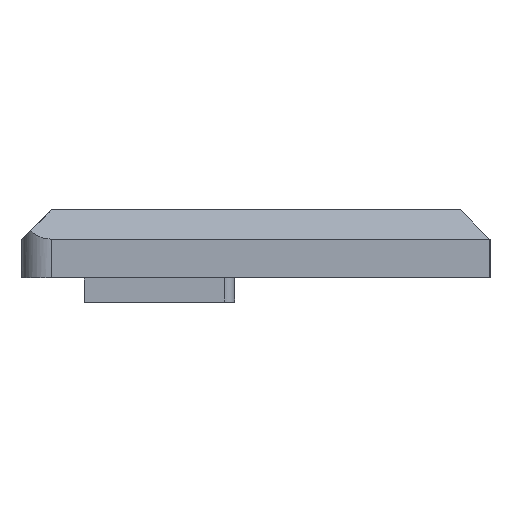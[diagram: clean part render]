
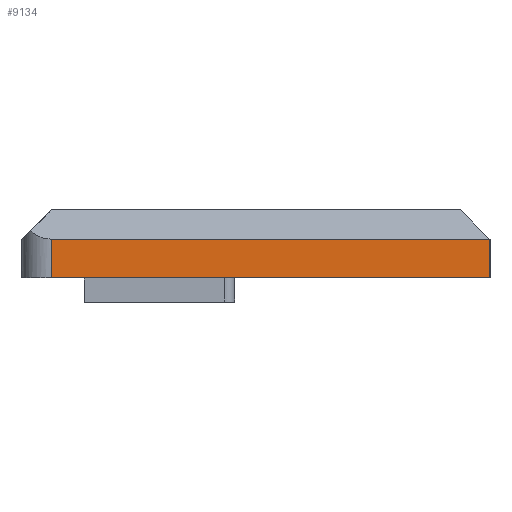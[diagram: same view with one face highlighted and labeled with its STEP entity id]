
A CAD part, left-side view. The second image highlights one B-rep face of the part: STEP entity #9134.
In plain terms, the highlighted planar face has unit normal (-1, 0, 0).
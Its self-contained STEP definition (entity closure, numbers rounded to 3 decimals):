
#33 = ORIENTED_EDGE ( 'NONE', *, *, #2503, .T. ) ;
#322 = LINE ( 'NONE', #1096, #6093 ) ;
#499 = CARTESIAN_POINT ( 'NONE',  ( -124.083, 29.9, 4. ) ) ;
#778 = DIRECTION ( 'NONE',  ( 0., 1., 0. ) ) ;
#1096 = CARTESIAN_POINT ( 'NONE',  ( -124.083, -15.395, 7. ) ) ;
#1239 = CARTESIAN_POINT ( 'NONE',  ( -124.083, -15.395, 0. ) ) ;
#1240 = ORIENTED_EDGE ( 'NONE', *, *, #3333, .T. ) ;
#1288 = EDGE_LOOP ( 'NONE', ( #9763, #33, #1240, #6596 ) ) ;
#1290 = DIRECTION ( 'NONE',  ( 0., 1., 0. ) ) ;
#1612 = PLANE ( 'NONE',  #9775 ) ;
#1995 = DIRECTION ( 'NONE',  ( 0., 0., -1. ) ) ;
#2155 = CARTESIAN_POINT ( 'NONE',  ( -124.083, 29.9, 0. ) ) ;
#2491 = VERTEX_POINT ( 'NONE', #2155 ) ;
#2503 = EDGE_CURVE ( 'NONE', #9820, #2491, #5973, .T. ) ;
#2814 = VERTEX_POINT ( 'NONE', #1239 ) ;
#3333 = EDGE_CURVE ( 'NONE', #2491, #2814, #6405, .T. ) ;
#3642 = CARTESIAN_POINT ( 'NONE',  ( -124.083, 29.9, 4. ) ) ;
#3957 = DIRECTION ( 'NONE',  ( 0., -1., 0. ) ) ;
#4064 = CARTESIAN_POINT ( 'NONE',  ( -124.083, -15.395, 7. ) ) ;
#4181 = VERTEX_POINT ( 'NONE', #4768 ) ;
#4424 = LINE ( 'NONE', #3642, #5453 ) ;
#4768 = CARTESIAN_POINT ( 'NONE',  ( -124.083, -15.395, 4. ) ) ;
#5078 = DIRECTION ( 'NONE',  ( 0., 0., -1. ) ) ;
#5437 = FACE_OUTER_BOUND ( 'NONE', #1288, .T. ) ;
#5453 = VECTOR ( 'NONE', #1290, 1000. ) ;
#5973 = LINE ( 'NONE', #9154, #8087 ) ;
#6093 = VECTOR ( 'NONE', #5078, 1000. ) ;
#6405 = LINE ( 'NONE', #7047, #6967 ) ;
#6596 = ORIENTED_EDGE ( 'NONE', *, *, #7867, .F. ) ;
#6967 = VECTOR ( 'NONE', #3957, 1000. ) ;
#7047 = CARTESIAN_POINT ( 'NONE',  ( -124.083, -15.395, 0. ) ) ;
#7867 = EDGE_CURVE ( 'NONE', #4181, #2814, #322, .T. ) ;
#8087 = VECTOR ( 'NONE', #1995, 1000. ) ;
#8615 = DIRECTION ( 'NONE',  ( 1., 0., 0. ) ) ;
#9011 = EDGE_CURVE ( 'NONE', #4181, #9820, #4424, .T. ) ;
#9134 = ADVANCED_FACE ( 'NONE', ( #5437 ), #1612, .F. ) ;
#9154 = CARTESIAN_POINT ( 'NONE',  ( -124.083, 29.9, 7. ) ) ;
#9763 = ORIENTED_EDGE ( 'NONE', *, *, #9011, .T. ) ;
#9775 = AXIS2_PLACEMENT_3D ( 'NONE', #4064, #8615, #778 ) ;
#9820 = VERTEX_POINT ( 'NONE', #499 ) ;
